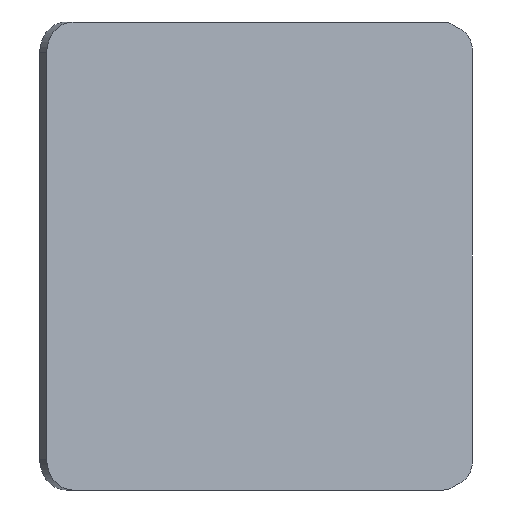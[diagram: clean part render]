
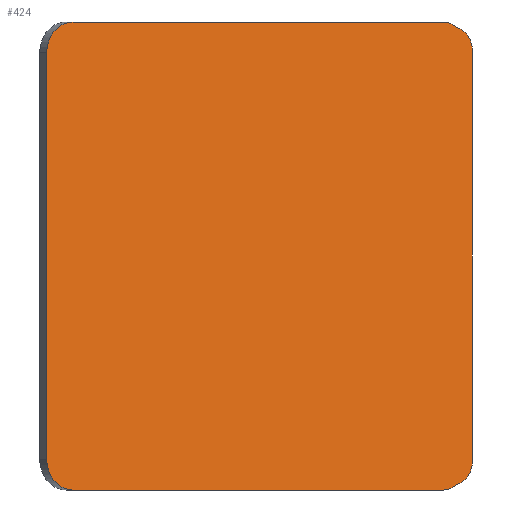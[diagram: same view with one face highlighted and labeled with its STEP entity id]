
A CAD part, left-side view. The second image highlights one B-rep face of the part: STEP entity #424.
In plain terms, the highlighted planar face has unit normal (-0.866, -0.5, 0).
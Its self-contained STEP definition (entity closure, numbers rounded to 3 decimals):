
#103=CARTESIAN_POINT('',(-705.583,-234.529,202.141));
#104=DIRECTION('',(-0.866,-0.5,0.));
#105=DIRECTION('',(0.224,-0.387,0.894));
#106=AXIS2_PLACEMENT_3D('',#103,#104,#105);
#108=DIRECTION('',(-0.447,0.775,0.447));
#109=VECTOR('',#108,2.438);
#110=CARTESIAN_POINT('',(-703.375,-238.354,205.523));
#111=LINE('',#110,#109);
#112=CARTESIAN_POINT('',(-704.493,-236.417,201.051));
#113=DIRECTION('',(-0.866,-0.5,0.));
#114=DIRECTION('',(0.5,-0.866,0.));
#115=AXIS2_PLACEMENT_3D('',#112,#113,#114);
#117=DIRECTION('',(0.,0.,1.));
#118=VECTOR('',#117,87.82);
#119=CARTESIAN_POINT('',(-701.993,-240.748,113.231));
#120=LINE('',#119,#118);
#121=CARTESIAN_POINT('',(-704.493,-236.417,113.231));
#122=DIRECTION('',(-0.866,-0.5,0.));
#123=DIRECTION('',(0.224,-0.387,-0.894));
#124=AXIS2_PLACEMENT_3D('',#121,#122,#123);
#126=DIRECTION('',(0.447,-0.775,0.447));
#127=VECTOR('',#126,2.438);
#128=CARTESIAN_POINT('',(-704.465,-236.466,107.669));
#129=LINE('',#128,#127);
#130=CARTESIAN_POINT('',(-705.583,-234.529,112.141));
#131=DIRECTION('',(-0.866,-0.5,0.));
#132=DIRECTION('',(0.,0.,-1.));
#133=AXIS2_PLACEMENT_3D('',#130,#131,#132);
#135=DIRECTION('',(0.5,-0.866,0.));
#136=VECTOR('',#135,91.32);
#137=CARTESIAN_POINT('',(-751.243,-155.444,107.141));
#138=LINE('',#137,#136);
#139=CARTESIAN_POINT('',(-751.243,-155.444,113.641));
#140=DIRECTION('',(-0.866,-0.5,0.));
#141=DIRECTION('',(-0.5,0.866,0.));
#142=AXIS2_PLACEMENT_3D('',#139,#140,#141);
#144=DIRECTION('',(0.,0.,-1.));
#145=VECTOR('',#144,87.);
#146=CARTESIAN_POINT('',(-754.493,-149.815,200.641));
#147=LINE('',#146,#145);
#148=CARTESIAN_POINT('',(-751.243,-155.444,200.641));
#149=DIRECTION('',(-0.866,-0.5,0.));
#150=DIRECTION('',(0.,0.,1.));
#151=AXIS2_PLACEMENT_3D('',#148,#149,#150);
#153=DIRECTION('',(-0.5,0.866,0.));
#154=VECTOR('',#153,91.32);
#155=CARTESIAN_POINT('',(-705.583,-234.529,207.141));
#156=LINE('',#155,#154);
#165=CARTESIAN_POINT('',(-751.243,-155.444,207.141));
#166=CARTESIAN_POINT('',(-754.493,-149.815,200.641));
#167=VERTEX_POINT('',#165);
#168=VERTEX_POINT('',#166);
#169=CARTESIAN_POINT('',(-754.493,-149.815,113.641));
#170=VERTEX_POINT('',#169);
#171=CARTESIAN_POINT('',(-751.243,-155.444,107.141));
#172=VERTEX_POINT('',#171);
#177=CARTESIAN_POINT('',(-704.465,-236.466,206.613));
#178=VERTEX_POINT('',#177);
#179=CARTESIAN_POINT('',(-705.583,-234.529,207.141));
#180=VERTEX_POINT('',#179);
#185=CARTESIAN_POINT('',(-701.993,-240.748,201.051));
#186=VERTEX_POINT('',#185);
#187=CARTESIAN_POINT('',(-703.375,-238.354,205.523));
#188=VERTEX_POINT('',#187);
#193=CARTESIAN_POINT('',(-705.583,-234.529,107.141));
#194=VERTEX_POINT('',#193);
#195=CARTESIAN_POINT('',(-704.465,-236.466,107.669));
#196=VERTEX_POINT('',#195);
#201=CARTESIAN_POINT('',(-703.375,-238.354,108.759));
#202=VERTEX_POINT('',#201);
#203=CARTESIAN_POINT('',(-701.993,-240.748,113.231));
#204=VERTEX_POINT('',#203);
#405=CARTESIAN_POINT('',(-726.993,-197.446,157.141));
#406=DIRECTION('',(-0.866,-0.5,0.));
#407=DIRECTION('',(0.,0.,1.));
#408=AXIS2_PLACEMENT_3D('',#405,#406,#407);
#409=PLANE('',#408);
#410=ORIENTED_EDGE('',*,*,#245,.F.);
#411=ORIENTED_EDGE('',*,*,#261,.F.);
#412=ORIENTED_EDGE('',*,*,#274,.F.);
#413=ORIENTED_EDGE('',*,*,#289,.F.);
#414=ORIENTED_EDGE('',*,*,#302,.F.);
#415=ORIENTED_EDGE('',*,*,#315,.F.);
#416=ORIENTED_EDGE('',*,*,#330,.F.);
#417=ORIENTED_EDGE('',*,*,#345,.F.);
#418=ORIENTED_EDGE('',*,*,#358,.F.);
#419=ORIENTED_EDGE('',*,*,#372,.F.);
#420=ORIENTED_EDGE('',*,*,#386,.F.);
#421=ORIENTED_EDGE('',*,*,#398,.F.);
#422=EDGE_LOOP('',(#410,#411,#412,#413,#414,#415,#416,#417,#418,#419,#420,
#421));
#423=FACE_OUTER_BOUND('',#422,.F.);
#424=ADVANCED_FACE('',(#423),#409,.T.);
#107=CIRCLE('',#106,5.);
#116=CIRCLE('',#115,5.);
#125=CIRCLE('',#124,5.);
#134=CIRCLE('',#133,5.);
#143=CIRCLE('',#142,6.5);
#152=CIRCLE('',#151,6.5);
#245=EDGE_CURVE('',#178,#180,#107,.T.);
#261=EDGE_CURVE('',#188,#178,#111,.T.);
#274=EDGE_CURVE('',#186,#188,#116,.T.);
#289=EDGE_CURVE('',#204,#186,#120,.T.);
#302=EDGE_CURVE('',#202,#204,#125,.T.);
#315=EDGE_CURVE('',#196,#202,#129,.T.);
#330=EDGE_CURVE('',#194,#196,#134,.T.);
#345=EDGE_CURVE('',#172,#194,#138,.T.);
#358=EDGE_CURVE('',#170,#172,#143,.T.);
#372=EDGE_CURVE('',#168,#170,#147,.T.);
#386=EDGE_CURVE('',#167,#168,#152,.T.);
#398=EDGE_CURVE('',#180,#167,#156,.T.);
